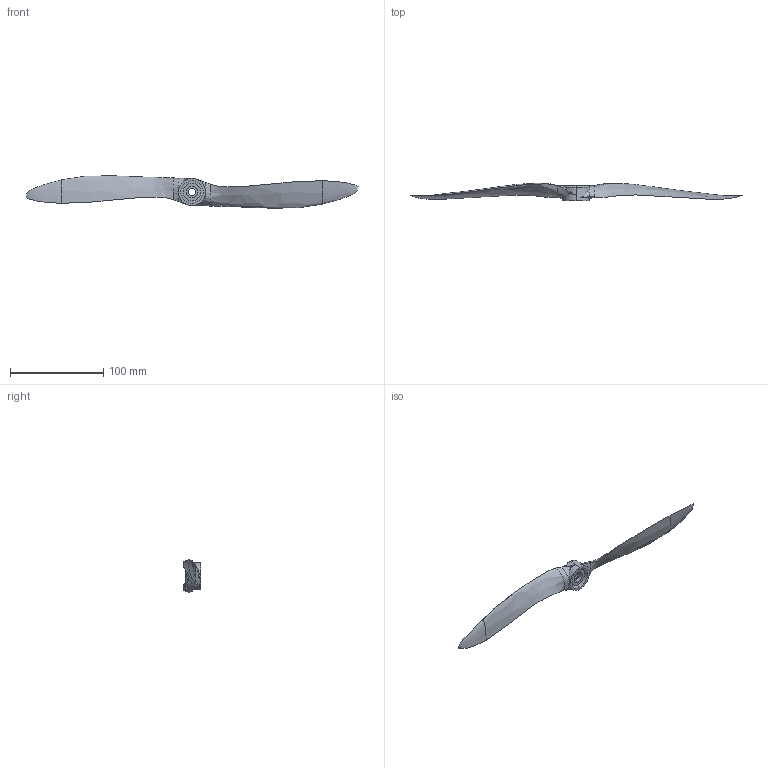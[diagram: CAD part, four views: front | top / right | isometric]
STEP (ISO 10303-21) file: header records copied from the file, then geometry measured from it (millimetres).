
FILE_DESCRIPTION (( 'STEP AP203' ), '1' );
FILE_NAME ('APC Prop 14x8.STEP', '2019-07-20T22:35:48', ( '' ), ( '' ), 'SwSTEP 2.0', 'SolidWorks 2017', '' );
FILE_SCHEMA (( 'CONFIG_CONTROL_DESIGN' ));
Length unit declared in the file: millimetre
Products named in the file (1): APC Prop 14x8
Bounding box: 355.6 x 18.74 x 34.76 mm (x, y, z)
Volume: 37084.1 mm3; surface area: 20391.6 mm2
Topology: 1 solids, 1 shells, 276 faces, 728 edges, 478 vertices
Faces by surface type: bspline 213, plane 47, cylinder 14, torus 2
Entity records: 27976 total; most frequent: CARTESIAN_POINT 22795, ORIENTED_EDGE 1448, EDGE_CURVE 724, B_SPLINE_CURVE_WITH_KNOTS 551, VERTEX_POINT 478, DIRECTION 331, EDGE_LOOP 306, FACE_OUTER_BOUND 276
